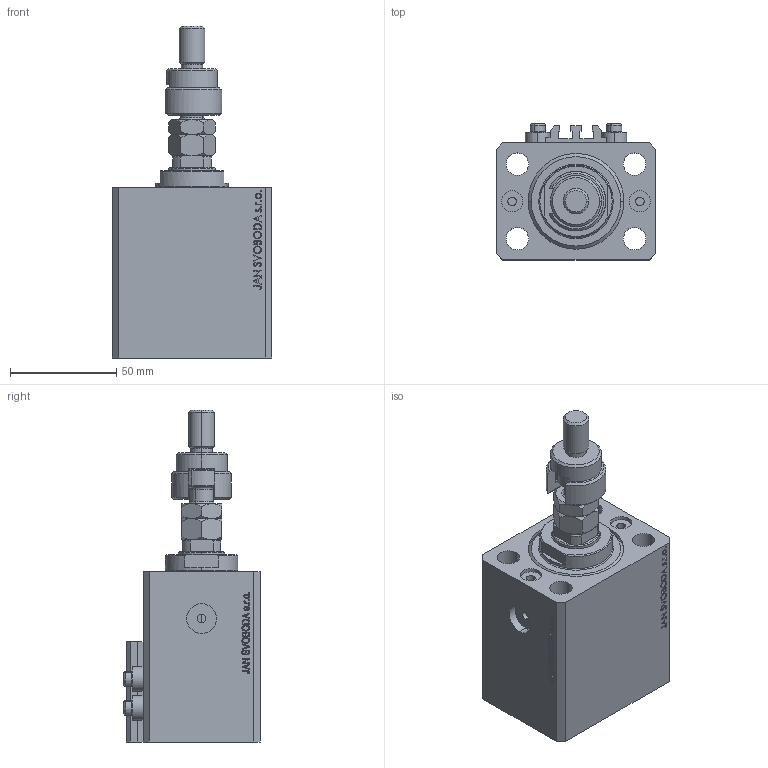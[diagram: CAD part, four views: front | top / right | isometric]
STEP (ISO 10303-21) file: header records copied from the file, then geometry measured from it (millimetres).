
FILE_DESCRIPTION (( 'STEP AP203' ), '1' );
FILE_NAME ('8126.STEP', '2023-10-09T09:21:01', ( '' ), ( '' ), 'SwSTEP 2.0', 'SolidWorks 2019', '' );
FILE_SCHEMA (( 'CONFIG_CONTROL_DESIGN' ));
Length unit declared in the file: millimetre
Products named in the file (8): DFA 4e692dd337a345c694043dfe8f60a517; MFA 4e692dd337a345c694043dfe8f60a517; V250CE_C_Body 4e692dd337a345c694043dfe8f60a517; ALLEN BOLT V250CE 4e692dd337a345c694043dfe8f60a517; FEMALE_PART_FOR_DFA 4e692dd337a345c694043dfe8f60a517; 8126; V250CE_VC_C 4e692dd337a345c694043dfe8f60a517; V250CE_C_VCP 4e692dd337a345c694043dfe8f60a517
Assembly tree (10 placements, depth 3):
  8126
    V250CE_C_Body 4e692dd337a345c694043dfe8f60a517
    ALLEN BOLT V250CE 4e692dd337a345c694043dfe8f60a517  x4
    V250CE_C_VCP 4e692dd337a345c694043dfe8f60a517
    V250CE_VC_C 4e692dd337a345c694043dfe8f60a517
    DFA 4e692dd337a345c694043dfe8f60a517
      FEMALE_PART_FOR_DFA 4e692dd337a345c694043dfe8f60a517
      MFA 4e692dd337a345c694043dfe8f60a517
Bounding box: 75 x 64 x 156 mm (x, y, z)
Volume: 322930 mm3; surface area: 78577.8 mm2
Topology: 10 solids, 10 shells, 1119 faces, 2782 edges, 1805 vertices
Faces by surface type: plane 532, bspline 374, cylinder 99, cone 96, torus 18
Entity records: 50045 total; most frequent: CARTESIAN_POINT 26589, ORIENTED_EDGE 5254, DIRECTION 3411, EDGE_CURVE 2627, VERTEX_POINT 1721, LINE 1545, VECTOR 1545, EDGE_LOOP 1170
